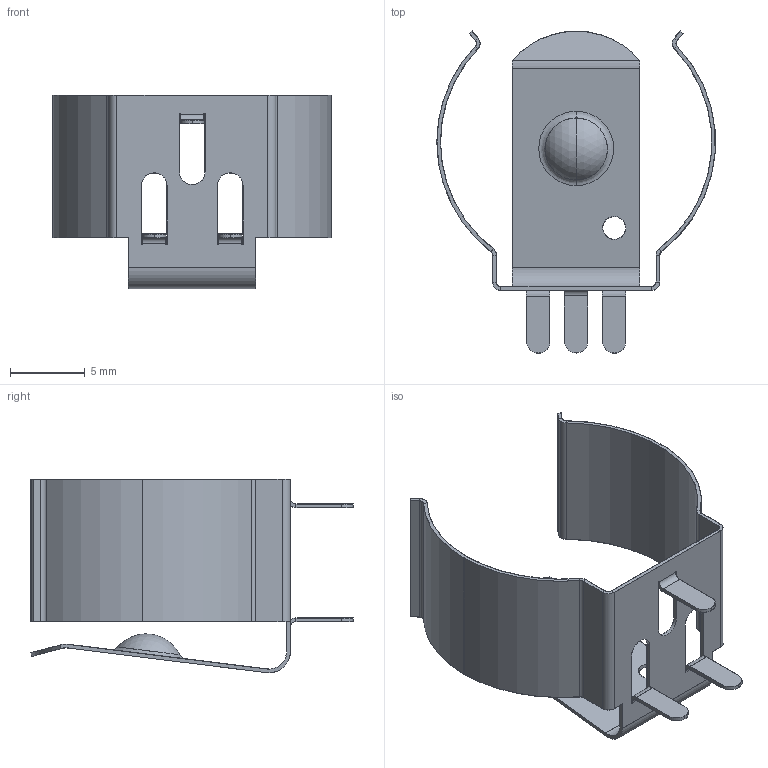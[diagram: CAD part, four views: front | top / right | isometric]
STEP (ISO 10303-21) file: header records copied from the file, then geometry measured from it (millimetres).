
FILE_DESCRIPTION (( 'STEP AP214' ), '1' );
FILE_NAME ('BK-18650-CLIP.STEP', '2023-09-22T22:54:16', ( '' ), ( '' ), 'SwSTEP 2.0', 'SolidWorks 2021', '' );
FILE_SCHEMA (( 'AUTOMOTIVE_DESIGN' ));
Length unit declared in the file: millimetre
Products named in the file (1): BK-18650-CLIP
Bounding box: 18.61 x 21.54 x 12.95 mm (x, y, z)
Volume: 12 mm3; surface area: 2403.5 mm2
Topology: 1 solids, 1 shells, 259 faces, 608 edges, 354 vertices
Faces by surface type: plane 165, cylinder 86, sphere 4, torus 4
Entity records: 7296 total; most frequent: DIRECTION 1296, CARTESIAN_POINT 1258, ORIENTED_EDGE 1216, EDGE_CURVE 608, AXIS2_PLACEMENT_3D 440, LINE 416, VECTOR 416, VERTEX_POINT 354
